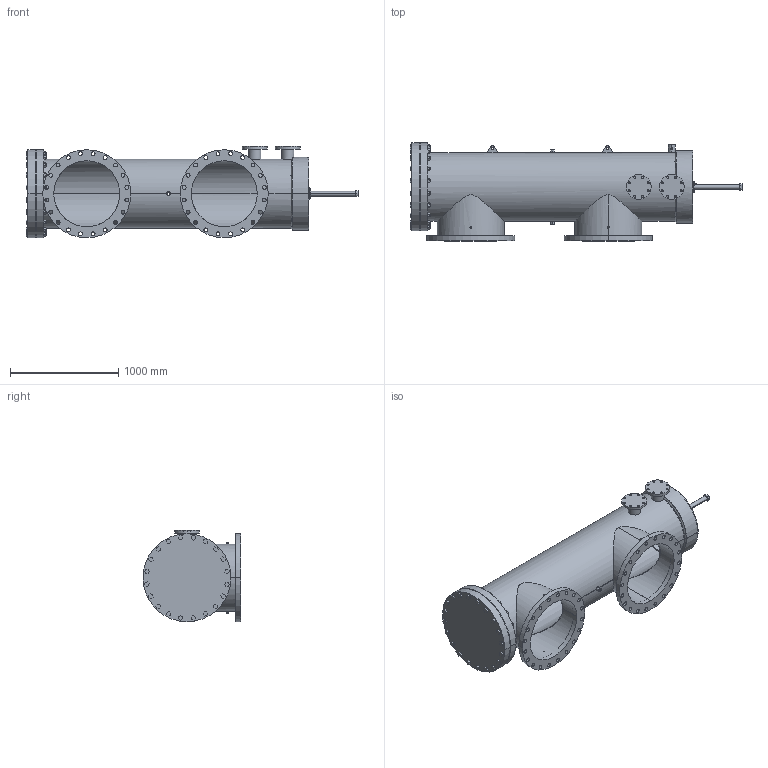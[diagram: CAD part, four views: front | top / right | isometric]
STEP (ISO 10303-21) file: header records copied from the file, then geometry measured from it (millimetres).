
FILE_DESCRIPTION (( 'STEP AP203' ), '1' );
FILE_NAME ('G24-FRP-180.STEP', '2020-09-17T14:09:24', ( '' ), ( '' ), 'SwSTEP 2.0', 'SolidWorks 2018', '' );
FILE_SCHEMA (( 'CONFIG_CONTROL_DESIGN' ));
Length unit declared in the file: inch
Products named in the file (1): G24-FRP-180
Bounding box: 3067.29 x 905 x 845.06 mm (x, y, z)
Volume: 102637617.1 mm3; surface area: 15806195.1 mm2
Topology: 25 solids, 25 shells, 899 faces, 2292 edges, 1524 vertices
Faces by surface type: cylinder 453, plane 440, cone 6
Entity records: 31133 total; most frequent: CARTESIAN_POINT 8080, DIRECTION 4840, ORIENTED_EDGE 4584, EDGE_CURVE 2292, AXIS2_PLACEMENT_3D 1756, VERTEX_POINT 1524, LINE 1328, VECTOR 1328
